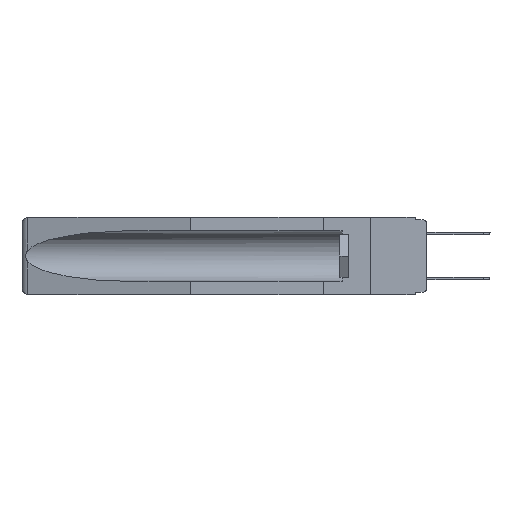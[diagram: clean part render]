
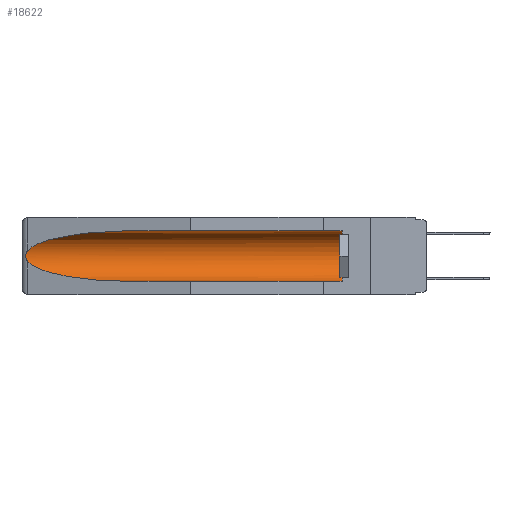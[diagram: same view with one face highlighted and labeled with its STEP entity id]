
A CAD part, left-side view. The second image highlights one B-rep face of the part: STEP entity #18622.
In plain terms, the highlighted cylindrical face has radius 2.857 mm (diameter 5.715 mm), a partial arc.
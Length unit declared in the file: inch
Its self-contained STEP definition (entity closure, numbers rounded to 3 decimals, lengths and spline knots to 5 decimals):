
#216 = CIRCLE ( 'NONE', #13522, 0.1125 ) ;
#243 = CARTESIAN_POINT ( 'NONE',  ( 0.155, 1.07973, -0.059 ) ) ;
#433 = CARTESIAN_POINT ( 'NONE',  ( 0.26537, 1.52718, -0.14972 ) ) ;
#643 = DIRECTION ( 'NONE',  ( 0., 0., 1. ) ) ;
#1294 = CARTESIAN_POINT ( 'NONE',  ( 0.26537, 1.52718, -0.14972 ) ) ;
#1342 = ORIENTED_EDGE ( 'NONE', *, *, #1886, .T. ) ;
#1389 = FACE_OUTER_BOUND ( 'NONE', #17734, .T. ) ;
#1587 = CARTESIAN_POINT ( 'NONE',  ( 0.155, -0.30754, -0.1715 ) ) ;
#1884 = CARTESIAN_POINT ( 'NONE',  ( 0.21114, 1.30732, -0.059 ) ) ;
#1886 = EDGE_CURVE ( 'NONE', #5085, #15731, #16752, .T. ) ;
#2226 = CARTESIAN_POINT ( 'NONE',  ( 0.21114, 1.30732, -0.284 ) ) ;
#2263 = EDGE_CURVE ( 'NONE', #8276, #8272, #12997, .T. ) ;
#2370 = CARTESIAN_POINT ( 'NONE',  ( 0.26654, 1.53092, -0.15636 ) ) ;
#3276 = ORIENTED_EDGE ( 'NONE', *, *, #7167, .F. ) ;
#3481 = EDGE_CURVE ( 'NONE', #15731, #16719, #8821, .T. ) ;
#3841 = CARTESIAN_POINT ( 'NONE',  ( 0.155, 1.07973, -0.284 ) ) ;
#4821 =( BOUNDED_CURVE ( )  B_SPLINE_CURVE ( 3, ( #243, #1884, #13708, #433 ),
 .UNSPECIFIED., .F., .F. ) 
 B_SPLINE_CURVE_WITH_KNOTS ( ( 4, 4 ),
 ( 4.71239, 6.08839 ),
 .UNSPECIFIED. ) 
 CURVE ( )  GEOMETRIC_REPRESENTATION_ITEM ( )  RATIONAL_B_SPLINE_CURVE ( ( 1., 0.848, 0.848, 1. ) ) 
 REPRESENTATION_ITEM ( '' )  );
#5015 = CARTESIAN_POINT ( 'NONE',  ( 0.25451, 1.48313, -0.24835 ) ) ;
#5085 = VERTEX_POINT ( 'NONE', #16933 ) ;
#5271 = VERTEX_POINT ( 'NONE', #9860 ) ;
#6518 = DIRECTION ( 'NONE',  ( 0., -1., 0. ) ) ;
#6766 = CARTESIAN_POINT ( 'NONE',  ( 0.26537, 1.52718, -0.19328 ) ) ;
#7167 = EDGE_CURVE ( 'NONE', #5271, #16719, #12477, .T. ) ;
#7979 = CARTESIAN_POINT ( 'NONE',  ( 0.155, 0.126, -0.1715 ) ) ;
#8103 = DIRECTION ( 'NONE',  ( 0., 1., 0. ) ) ;
#8183 = VECTOR ( 'NONE', #8103, 39.37008 ) ;
#8272 = VERTEX_POINT ( 'NONE', #9983 ) ;
#8276 = VERTEX_POINT ( 'NONE', #18977 ) ;
#8790 = VECTOR ( 'NONE', #14436, 39.37008 ) ;
#8821 =( BOUNDED_CURVE ( )  B_SPLINE_CURVE ( 3, ( #16774, #5015, #2226, #3841 ),
 .UNSPECIFIED., .F., .T. ) 
 B_SPLINE_CURVE_WITH_KNOTS ( ( 4, 4 ),
 ( 0.1948, 1.5708 ),
 .UNSPECIFIED. ) 
 CURVE ( )  GEOMETRIC_REPRESENTATION_ITEM ( )  RATIONAL_B_SPLINE_CURVE ( ( 1., 0.848, 0.848, 1. ) ) 
 REPRESENTATION_ITEM ( '' )  );
#8848 = DIRECTION ( 'NONE',  ( 0., 1., 0. ) ) ;
#8936 = EDGE_CURVE ( 'NONE', #5271, #8276, #216, .T. ) ;
#9531 = ORIENTED_EDGE ( 'NONE', *, *, #13513, .T. ) ;
#9655 = CARTESIAN_POINT ( 'NONE',  ( 0.155, -0.30754, -0.284 ) ) ;
#9860 = CARTESIAN_POINT ( 'NONE',  ( 0.155, 0.126, -0.284 ) ) ;
#9983 = CARTESIAN_POINT ( 'NONE',  ( 0.155, 1.07973, -0.059 ) ) ;
#11113 = CARTESIAN_POINT ( 'NONE',  ( 0.26597, 1.5296, -0.19026 ) ) ;
#11678 = CARTESIAN_POINT ( 'NONE',  ( 0.155, 1.07973, -0.284 ) ) ;
#12065 = DIRECTION ( 'NONE',  ( 0., 0., 1. ) ) ;
#12231 = ORIENTED_EDGE ( 'NONE', *, *, #3481, .T. ) ;
#12477 = LINE ( 'NONE', #9655, #8183 ) ;
#12668 = CARTESIAN_POINT ( 'NONE',  ( 0.2673, 1.5327, -0.16383 ) ) ;
#12997 = LINE ( 'NONE', #13089, #8790 ) ;
#13089 = CARTESIAN_POINT ( 'NONE',  ( 0.155, -0.30754, -0.059 ) ) ;
#13115 = CARTESIAN_POINT ( 'NONE',  ( 0.26597, 1.52961, -0.15275 ) ) ;
#13513 = EDGE_CURVE ( 'NONE', #8272, #5085, #4821, .T. ) ;
#13514 = CYLINDRICAL_SURFACE ( 'NONE', #19081, 0.1125 ) ;
#13522 = AXIS2_PLACEMENT_3D ( 'NONE', #7979, #6518, #643 ) ;
#13708 = CARTESIAN_POINT ( 'NONE',  ( 0.25451, 1.48313, -0.09465 ) ) ;
#14115 = CARTESIAN_POINT ( 'NONE',  ( 0.26537, 1.52718, -0.19328 ) ) ;
#14436 = DIRECTION ( 'NONE',  ( 0., 1., 0. ) ) ;
#15731 = VERTEX_POINT ( 'NONE', #6766 ) ;
#16719 = VERTEX_POINT ( 'NONE', #11678 ) ;
#16752 = B_SPLINE_CURVE_WITH_KNOTS ( 'NONE', 3,
 ( #1294, #13115, #2370, #12668, #18992, #17450, #18548, #18445, #11113, #14115 ),
 .UNSPECIFIED., .F., .F.,
 ( 4, 2, 2, 2, 4 ),
 ( 0., 0.00029, 0.00058, 0.00087, 0.00117 ),
 .UNSPECIFIED. ) ;
#16774 = CARTESIAN_POINT ( 'NONE',  ( 0.26537, 1.52718, -0.19328 ) ) ;
#16933 = CARTESIAN_POINT ( 'NONE',  ( 0.26537, 1.52718, -0.14972 ) ) ;
#16982 = ORIENTED_EDGE ( 'NONE', *, *, #8936, .T. ) ;
#17450 = CARTESIAN_POINT ( 'NONE',  ( 0.2675, 1.53308, -0.17534 ) ) ;
#17734 = EDGE_LOOP ( 'NONE', ( #9531, #1342, #12231, #3276, #16982, #18620 ) ) ;
#18445 = CARTESIAN_POINT ( 'NONE',  ( 0.26655, 1.53094, -0.18657 ) ) ;
#18548 = CARTESIAN_POINT ( 'NONE',  ( 0.2673, 1.53269, -0.17917 ) ) ;
#18620 = ORIENTED_EDGE ( 'NONE', *, *, #2263, .T. ) ;
#18622 = ADVANCED_FACE ( 'NONE', ( #1389 ), #13514, .F. ) ;
#18977 = CARTESIAN_POINT ( 'NONE',  ( 0.155, 0.126, -0.059 ) ) ;
#18992 = CARTESIAN_POINT ( 'NONE',  ( 0.2675, 1.53308, -0.16763 ) ) ;
#19081 = AXIS2_PLACEMENT_3D ( 'NONE', #1587, #8848, #12065 ) ;
